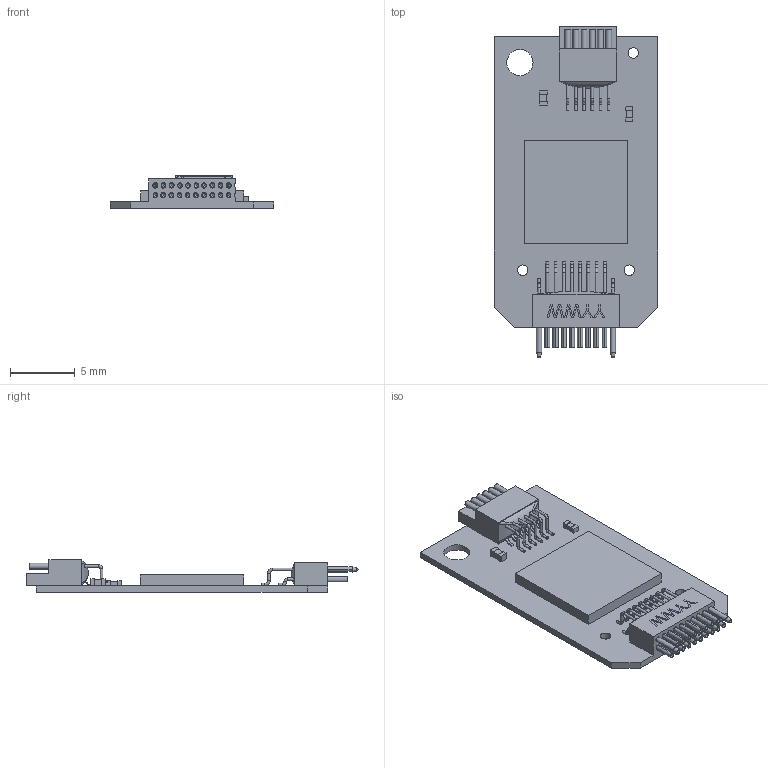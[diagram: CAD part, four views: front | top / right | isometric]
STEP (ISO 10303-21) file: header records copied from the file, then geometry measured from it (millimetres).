
FILE_DESCRIPTION(('FreeCAD Model'),'2;1');
FILE_NAME('amplificador.step', '2020-09-17T21:01:08',('Author'),(''), 'Open CASCADE STEP processor 7.3','FreeCAD','Unknown');
FILE_SCHEMA(('AUTOMOTIVE_DESIGN { 1 0 10303 214 1 1 1 1 }'));
Length unit declared in the file: millimetre
Products named in the file (1): Amplificador
Bounding box: 12.7 x 25.71 x 2.54 mm (x, y, z)
Volume: 257.6 mm3; surface area: 935.4 mm2
Topology: 1 solids, 7 shells, 526 faces, 1336 edges, 874 vertices
Faces by surface type: plane 214, cylinder 188, bspline 50, torus 48, cone 26
Full cylindrical faces by diameter (mm): 0.203 x48, 0.305 x24, 0.457 x12, 0.493 x6, 0.498 x6, 0.503 x6, 0.81 x3, 2.032 x1
Entity records: 44139 total; most frequent: CARTESIAN_POINT 14748, DIRECTION 4634, ORIENTED_EDGE 2604, PCURVE 2604, DEFINITIONAL_REPRESENTATION 2604, LINE 2582, VECTOR 2582, EDGE_CURVE 1302
